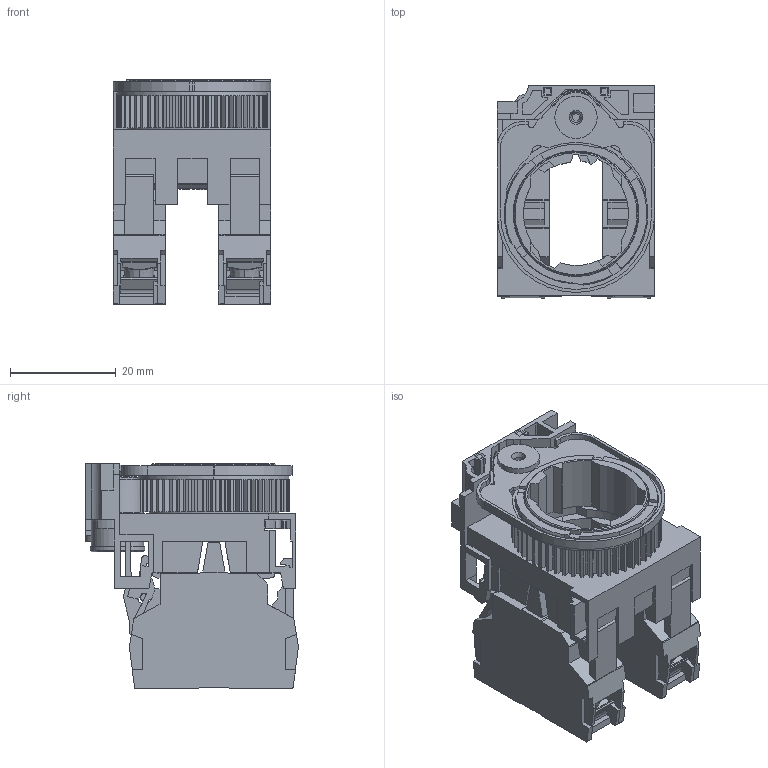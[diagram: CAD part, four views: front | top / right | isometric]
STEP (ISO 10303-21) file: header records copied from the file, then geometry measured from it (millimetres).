
FILE_DESCRIPTION(('STEP AP214'),'1');
FILE_NAME('cctmp_D50465BA-2B2A-4EF3-892B-4DE2F80E5E2C_2025_10_07_17_55_21_0250..stp','2025-10-07T15:55:23',('SIEMENS A&D'),('CADClick - www.CADClick.com'),'Spatial InterOp 3D postprocessed',' ','unknown authorization');
FILE_SCHEMA(('AUTOMOTIVE_DESIGN'));
Length unit declared in the file: millimetre
Products named in the file (4): cc_unnamed; 0_2; 0_1; 0
Assembly tree (3 placements, depth 2):
  cc_unnamed
    0_2
    0_1
    0
Bounding box: 29.8 x 40.28 x 42.55 mm (x, y, z)
Volume: 19154.3 mm3; surface area: 20991.5 mm2
Topology: 3 solids, 3 shells, 2709 faces, 7687 edges, 5054 vertices
Faces by surface type: plane 2024, cylinder 617, cone 52, torus 16
Entity records: 96118 total; most frequent: CARTESIAN_POINT 15879, ORIENTED_EDGE 15370, DIRECTION 14787, EDGE_CURVE 7685, LINE 5911, VECTOR 5911, VERTEX_POINT 5054, AXIS2_PLACEMENT_3D 4438
